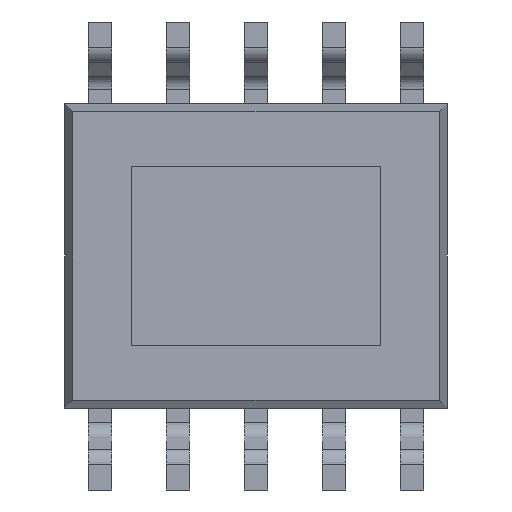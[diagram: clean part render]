
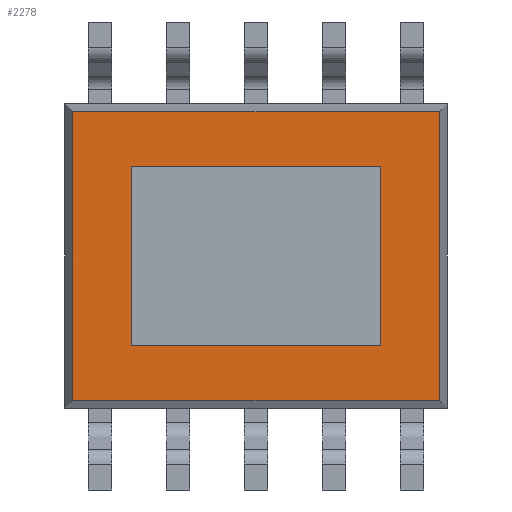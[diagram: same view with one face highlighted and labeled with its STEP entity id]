
A CAD part, front view. The second image highlights one B-rep face of the part: STEP entity #2278.
In plain terms, the highlighted planar face has unit normal (0, -1, 0).
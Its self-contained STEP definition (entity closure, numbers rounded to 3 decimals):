
#150 = EDGE_CURVE ( 'NONE', #3514, #4342, #2101, .T. ) ;
#155 = AXIS2_PLACEMENT_3D ( 'NONE', #5270, #2018, #2545 ) ;
#179 = ORIENTED_EDGE ( 'NONE', *, *, #3429, .T. ) ;
#183 = DIRECTION ( 'NONE',  ( 0., 0., -1. ) ) ;
#289 = CARTESIAN_POINT ( 'NONE',  ( -1.6, 0., -1.15 ) ) ;
#343 = CARTESIAN_POINT ( 'NONE',  ( 1.6, 0., 1.15 ) ) ;
#422 = VERTEX_POINT ( 'NONE', #4688 ) ;
#465 = VECTOR ( 'NONE', #640, 1000. ) ;
#504 = EDGE_CURVE ( 'NONE', #3794, #2691, #3398, .T. ) ;
#560 = EDGE_CURVE ( 'NONE', #2691, #1222, #1632, .T. ) ;
#640 = DIRECTION ( 'NONE',  ( 0., 0., -1. ) ) ;
#1023 = VECTOR ( 'NONE', #3140, 1000. ) ;
#1108 = EDGE_CURVE ( 'NONE', #1222, #5844, #3187, .T. ) ;
#1136 = DIRECTION ( 'NONE',  ( -1., 0., 0. ) ) ;
#1204 = LINE ( 'NONE', #3196, #4649 ) ;
#1222 = VERTEX_POINT ( 'NONE', #4438 ) ;
#1250 = EDGE_CURVE ( 'NONE', #2950, #3514, #3586, .T. ) ;
#1299 = CARTESIAN_POINT ( 'NONE',  ( -1.6, 0., 1.15 ) ) ;
#1468 = ORIENTED_EDGE ( 'NONE', *, *, #1250, .T. ) ;
#1627 = ORIENTED_EDGE ( 'NONE', *, *, #1108, .F. ) ;
#1632 = LINE ( 'NONE', #289, #3943 ) ;
#1683 = ORIENTED_EDGE ( 'NONE', *, *, #3347, .F. ) ;
#1832 = CARTESIAN_POINT ( 'NONE',  ( -1.6, 0., -1.15 ) ) ;
#1932 = CARTESIAN_POINT ( 'NONE',  ( -1.6, 0., -1.15 ) ) ;
#1941 = CARTESIAN_POINT ( 'NONE',  ( 2.35, 0., 1.95 ) ) ;
#1949 = EDGE_LOOP ( 'NONE', ( #5964, #179, #1468, #5252 ) ) ;
#2018 = DIRECTION ( 'NONE',  ( 0., -1., 0. ) ) ;
#2101 = LINE ( 'NONE', #3536, #5580 ) ;
#2213 = CARTESIAN_POINT ( 'NONE',  ( 1.6, 0., -1.15 ) ) ;
#2278 = ADVANCED_FACE ( 'NONE', ( #4405, #5738 ), #2905, .T. ) ;
#2407 = EDGE_CURVE ( 'NONE', #4342, #422, #4522, .T. ) ;
#2417 = ORIENTED_EDGE ( 'NONE', *, *, #504, .F. ) ;
#2467 = VECTOR ( 'NONE', #5428, 1000. ) ;
#2545 = DIRECTION ( 'NONE',  ( 0., 0., -1. ) ) ;
#2691 = VERTEX_POINT ( 'NONE', #1832 ) ;
#2905 = PLANE ( 'NONE',  #155 ) ;
#2950 = VERTEX_POINT ( 'NONE', #5629 ) ;
#3081 = CARTESIAN_POINT ( 'NONE',  ( 2.45, 0., -1.85 ) ) ;
#3140 = DIRECTION ( 'NONE',  ( 1., 0., 0. ) ) ;
#3187 = LINE ( 'NONE', #2213, #2467 ) ;
#3196 = CARTESIAN_POINT ( 'NONE',  ( -1.6, 0., 1.15 ) ) ;
#3319 = DIRECTION ( 'NONE',  ( 0., 0., 1. ) ) ;
#3347 = EDGE_CURVE ( 'NONE', #5844, #3794, #1204, .T. ) ;
#3349 = CARTESIAN_POINT ( 'NONE',  ( -2.35, 0., 1.85 ) ) ;
#3376 = VECTOR ( 'NONE', #3319, 1000. ) ;
#3398 = LINE ( 'NONE', #1932, #465 ) ;
#3429 = EDGE_CURVE ( 'NONE', #422, #2950, #5593, .T. ) ;
#3514 = VERTEX_POINT ( 'NONE', #3349 ) ;
#3536 = CARTESIAN_POINT ( 'NONE',  ( -2.35, 0., -1.95 ) ) ;
#3566 = VECTOR ( 'NONE', #4563, 1000. ) ;
#3586 = LINE ( 'NONE', #4989, #3566 ) ;
#3794 = VERTEX_POINT ( 'NONE', #1299 ) ;
#3943 = VECTOR ( 'NONE', #5415, 1000. ) ;
#4085 = EDGE_LOOP ( 'NONE', ( #1627, #4862, #2417, #1683 ) ) ;
#4342 = VERTEX_POINT ( 'NONE', #4785 ) ;
#4405 = FACE_BOUND ( 'NONE', #4085, .T. ) ;
#4438 = CARTESIAN_POINT ( 'NONE',  ( 1.6, 0., -1.15 ) ) ;
#4522 = LINE ( 'NONE', #3081, #1023 ) ;
#4563 = DIRECTION ( 'NONE',  ( -1., 0., 0. ) ) ;
#4649 = VECTOR ( 'NONE', #1136, 1000. ) ;
#4688 = CARTESIAN_POINT ( 'NONE',  ( 2.35, 0., -1.85 ) ) ;
#4785 = CARTESIAN_POINT ( 'NONE',  ( -2.35, 0., -1.85 ) ) ;
#4862 = ORIENTED_EDGE ( 'NONE', *, *, #560, .F. ) ;
#4989 = CARTESIAN_POINT ( 'NONE',  ( -2.45, 0., 1.85 ) ) ;
#5252 = ORIENTED_EDGE ( 'NONE', *, *, #150, .T. ) ;
#5270 = CARTESIAN_POINT ( 'NONE',  ( 0., 0., 0. ) ) ;
#5415 = DIRECTION ( 'NONE',  ( 1., 0., 0. ) ) ;
#5428 = DIRECTION ( 'NONE',  ( 0., 0., 1. ) ) ;
#5580 = VECTOR ( 'NONE', #183, 1000. ) ;
#5593 = LINE ( 'NONE', #1941, #3376 ) ;
#5629 = CARTESIAN_POINT ( 'NONE',  ( 2.35, 0., 1.85 ) ) ;
#5738 = FACE_OUTER_BOUND ( 'NONE', #1949, .T. ) ;
#5844 = VERTEX_POINT ( 'NONE', #343 ) ;
#5964 = ORIENTED_EDGE ( 'NONE', *, *, #2407, .T. ) ;
